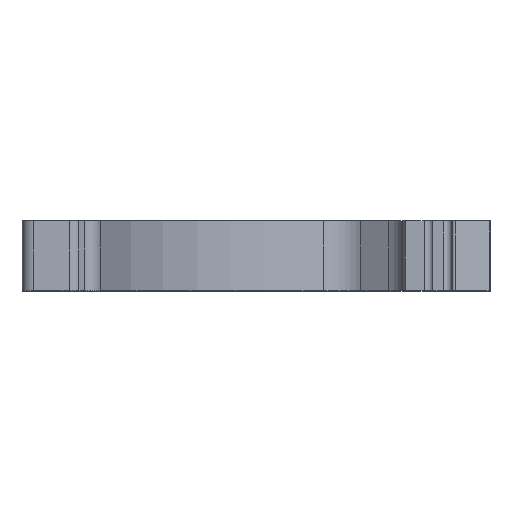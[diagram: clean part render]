
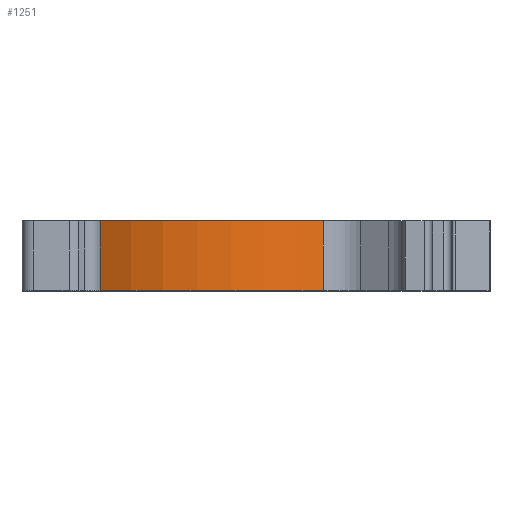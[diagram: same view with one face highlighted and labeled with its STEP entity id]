
A CAD part, top view. The second image highlights one B-rep face of the part: STEP entity #1251.
In plain terms, the highlighted cylindrical face has radius 8.62 mm (diameter 17.239 mm), a partial arc.
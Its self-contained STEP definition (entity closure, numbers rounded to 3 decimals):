
#45=CIRCLE('',#1362,8.619);
#46=CIRCLE('',#1363,8.619);
#106=CYLINDRICAL_SURFACE('',#1361,8.619);
#155=FACE_OUTER_BOUND('',#221,.T.);
#221=EDGE_LOOP('',(#917,#918,#919,#920));
#310=LINE('',#2011,#426);
#311=LINE('',#2017,#427);
#426=VECTOR('',#1610,10.);
#427=VECTOR('',#1617,10.);
#547=VERTEX_POINT('',#2007);
#548=VERTEX_POINT('',#2009);
#549=VERTEX_POINT('',#2013);
#550=VERTEX_POINT('',#2015);
#700=EDGE_CURVE('',#547,#548,#310,.T.);
#701=EDGE_CURVE('',#547,#549,#45,.T.);
#702=EDGE_CURVE('',#550,#548,#46,.T.);
#703=EDGE_CURVE('',#549,#550,#311,.T.);
#917=ORIENTED_EDGE('',*,*,#701,.F.);
#918=ORIENTED_EDGE('',*,*,#700,.T.);
#919=ORIENTED_EDGE('',*,*,#702,.F.);
#920=ORIENTED_EDGE('',*,*,#703,.F.);
#1251=ADVANCED_FACE('',(#155),#106,.T.);
#1361=AXIS2_PLACEMENT_3D('',#2012,#1611,#1612);
#1362=AXIS2_PLACEMENT_3D('',#2014,#1613,#1614);
#1363=AXIS2_PLACEMENT_3D('',#2016,#1615,#1616);
#1610=DIRECTION('',(0.,-1.,0.));
#1611=DIRECTION('center_axis',(0.,-1.,0.));
#1612=DIRECTION('ref_axis',(-0.501,0.,0.865));
#1613=DIRECTION('center_axis',(0.,1.,0.));
#1614=DIRECTION('ref_axis',(-0.501,0.,0.865));
#1615=DIRECTION('center_axis',(0.,-1.,0.));
#1616=DIRECTION('ref_axis',(-0.501,0.,0.865));
#1617=DIRECTION('',(0.,-1.,0.));
#2007=CARTESIAN_POINT('',(-13.904,1.5,9.978));
#2009=CARTESIAN_POINT('',(-13.904,-1.5,9.978));
#2011=CARTESIAN_POINT('',(-13.904,1.5,9.978));
#2012=CARTESIAN_POINT('Origin',(-9.582,1.5,2.521));
#2013=CARTESIAN_POINT('',(-4.327,1.5,9.354));
#2014=CARTESIAN_POINT('Origin',(-9.582,1.5,2.521));
#2015=CARTESIAN_POINT('',(-4.327,-1.5,9.354));
#2016=CARTESIAN_POINT('Origin',(-9.582,-1.5,2.521));
#2017=CARTESIAN_POINT('',(-4.327,1.5,9.354));
